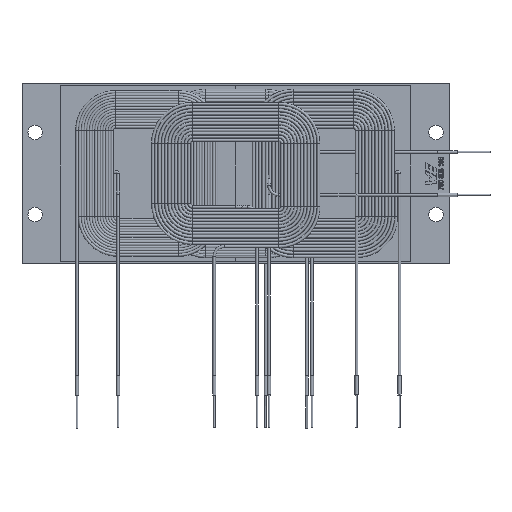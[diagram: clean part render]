
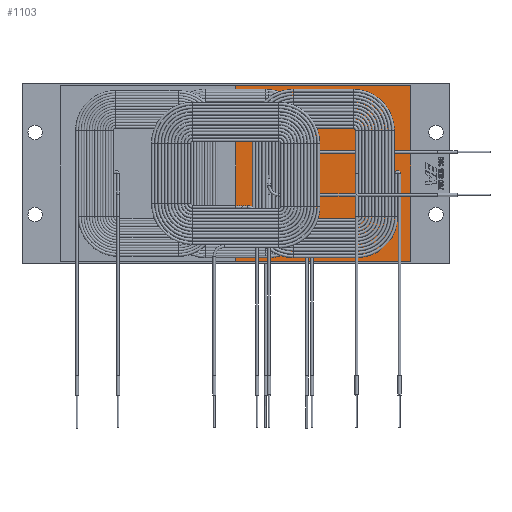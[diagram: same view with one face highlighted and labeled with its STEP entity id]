
A CAD part, top view. The second image highlights one B-rep face of the part: STEP entity #1103.
In plain terms, the highlighted planar face has unit normal (0, 0, 1).
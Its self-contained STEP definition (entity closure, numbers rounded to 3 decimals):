
#1103 = ADVANCED_FACE( '', ( #2590 ), #2591, .T. );
#2590 = FACE_OUTER_BOUND( '', #4385, .T. );
#2591 = PLANE( '', #4386 );
#4385 = EDGE_LOOP( '', ( #7034, #7035, #7036, #7037 ) );
#4386 = AXIS2_PLACEMENT_3D( '', #7038, #7039, #7040 );
#7034 = ORIENTED_EDGE( '', *, *, #8982, .T. );
#7035 = ORIENTED_EDGE( '', *, *, #8961, .T. );
#7036 = ORIENTED_EDGE( '', *, *, #8983, .T. );
#7037 = ORIENTED_EDGE( '', *, *, #8332, .T. );
#7038 = CARTESIAN_POINT( '', ( -53.3, -26.65, 0. ) );
#7039 = DIRECTION( '', ( 0., 0., 1. ) );
#7040 = DIRECTION( '', ( 1., 0., 0. ) );
#8332 = EDGE_CURVE( '', #9471, #9472, #9473, .T. );
#8961 = EDGE_CURVE( '', #10446, #10447, #10448, .T. );
#8982 = EDGE_CURVE( '', #9472, #10446, #10476, .T. );
#8983 = EDGE_CURVE( '', #10447, #9471, #10477, .T. );
#9471 = VERTEX_POINT( '', #11131 );
#9472 = VERTEX_POINT( '', #11132 );
#9473 = LINE( '', #11133, #11134 );
#10446 = VERTEX_POINT( '', #12501 );
#10447 = VERTEX_POINT( '', #12502 );
#10448 = LINE( '', #12503, #12504 );
#10476 = LINE( '', #12539, #12540 );
#10477 = LINE( '', #12541, #12542 );
#11131 = CARTESIAN_POINT( '', ( 0., 26.65, 0. ) );
#11132 = CARTESIAN_POINT( '', ( -53.3, 26.65, 0. ) );
#11133 = CARTESIAN_POINT( '', ( 0., 26.65, 0. ) );
#11134 = VECTOR( '', #13177, 1000. );
#12501 = CARTESIAN_POINT( '', ( -53.3, -26.65, 0. ) );
#12502 = CARTESIAN_POINT( '', ( 0., -26.65, 0. ) );
#12503 = CARTESIAN_POINT( '', ( -53.3, -26.65, 0. ) );
#12504 = VECTOR( '', #13977, 1000. );
#12539 = CARTESIAN_POINT( '', ( -53.3, 26.65, 0. ) );
#12540 = VECTOR( '', #13994, 1000. );
#12541 = CARTESIAN_POINT( '', ( 0., -26.65, 0. ) );
#12542 = VECTOR( '', #13995, 1000. );
#13177 = DIRECTION( '', ( -1., 0., 0. ) );
#13977 = DIRECTION( '', ( 1., 0., 0. ) );
#13994 = DIRECTION( '', ( 0., -1., 0. ) );
#13995 = DIRECTION( '', ( 0., 1., 0. ) );
